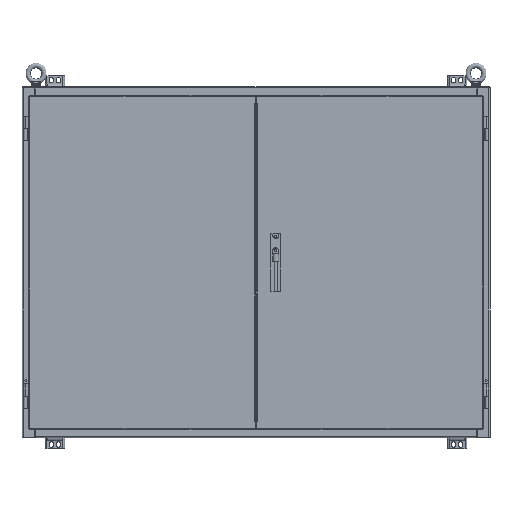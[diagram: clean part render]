
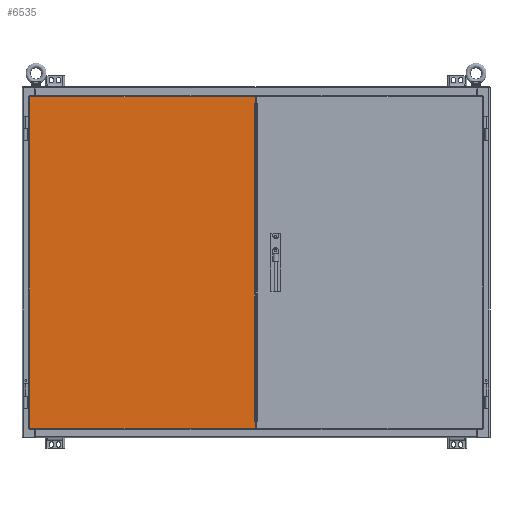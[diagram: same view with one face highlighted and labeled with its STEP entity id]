
A CAD part, front view. The second image highlights one B-rep face of the part: STEP entity #6535.
In plain terms, the highlighted planar face has unit normal (0, -1, 0).
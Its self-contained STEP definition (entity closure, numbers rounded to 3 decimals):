
#6535 = ADVANCED_FACE( '', ( #14051 ), #14052, .T. );
#14051 = FACE_OUTER_BOUND( '', #25106, .T. );
#14052 = PLANE( '', #25107 );
#25106 = EDGE_LOOP( '', ( #48089, #48090, #48091, #48092, #48093, #48094, #48095, #48096, #48097, #48098 ) );
#25107 = AXIS2_PLACEMENT_3D( '', #48099, #48100, #48101 );
#48089 = ORIENTED_EDGE( '', *, *, #65386, .F. );
#48090 = ORIENTED_EDGE( '', *, *, #59196, .T. );
#48091 = ORIENTED_EDGE( '', *, *, #65387, .T. );
#48092 = ORIENTED_EDGE( '', *, *, #65352, .T. );
#48093 = ORIENTED_EDGE( '', *, *, #65388, .T. );
#48094 = ORIENTED_EDGE( '', *, *, #63510, .T. );
#48095 = ORIENTED_EDGE( '', *, *, #65389, .T. );
#48096 = ORIENTED_EDGE( '', *, *, #63093, .F. );
#48097 = ORIENTED_EDGE( '', *, *, #62106, .F. );
#48098 = ORIENTED_EDGE( '', *, *, #64641, .T. );
#48099 = CARTESIAN_POINT( '', ( 0., 0., 0. ) );
#48100 = DIRECTION( '', ( 0., -1., 0. ) );
#48101 = DIRECTION( '', ( 0., 0., -1. ) );
#59196 = EDGE_CURVE( '', #68195, #68193, #68196, .T. );
#62106 = EDGE_CURVE( '', #73022, #73024, #73025, .T. );
#63093 = EDGE_CURVE( '', #73024, #74557, #74558, .T. );
#63510 = EDGE_CURVE( '', #71980, #75157, #75159, .T. );
#64641 = EDGE_CURVE( '', #73022, #76772, #76774, .T. );
#65352 = EDGE_CURVE( '', #77682, #72576, #77686, .T. );
#65386 = EDGE_CURVE( '', #68195, #76772, #77726, .T. );
#65387 = EDGE_CURVE( '', #68193, #77682, #77727, .T. );
#65388 = EDGE_CURVE( '', #72576, #71980, #77728, .T. );
#65389 = EDGE_CURVE( '', #75157, #74557, #77729, .T. );
#68193 = VERTEX_POINT( '', #82674 );
#68195 = VERTEX_POINT( '', #82677 );
#68196 = LINE( '', #82678, #82679 );
#71980 = VERTEX_POINT( '', #92995 );
#72576 = VERTEX_POINT( '', #94871 );
#73022 = VERTEX_POINT( '', #96001 );
#73024 = VERTEX_POINT( '', #96004 );
#73025 = LINE( '', #96005, #96006 );
#74557 = VERTEX_POINT( '', #100483 );
#74558 = LINE( '', #100484, #100485 );
#75157 = VERTEX_POINT( '', #102252 );
#75159 = LINE( '', #102254, #102255 );
#76772 = VERTEX_POINT( '', #107509 );
#76774 = LINE( '', #107511, #107512 );
#77682 = VERTEX_POINT( '', #109943 );
#77686 = LINE( '', #109948, #109949 );
#77726 = LINE( '', #110008, #110009 );
#77727 = LINE( '', #110010, #110011 );
#77728 = LINE( '', #110012, #110013 );
#77729 = LINE( '', #110014, #110015 );
#82674 = CARTESIAN_POINT( '', ( 294.831, 0., 413.768 ) );
#82677 = CARTESIAN_POINT( '', ( 292.113, 0., 413.768 ) );
#82678 = CARTESIAN_POINT( '', ( 294.831, 0., 413.768 ) );
#82679 = VECTOR( '', #115257, 1000. );
#92995 = CARTESIAN_POINT( '', ( -292.113, 0., -432.257 ) );
#94871 = CARTESIAN_POINT( '', ( -292.113, 0., 432.257 ) );
#96001 = CARTESIAN_POINT( '', ( 292.113, 0., -413.766 ) );
#96004 = CARTESIAN_POINT( '', ( 292.113, 0., -413.768 ) );
#96005 = CARTESIAN_POINT( '', ( 292.113, 0., -413.768 ) );
#96006 = VECTOR( '', #116900, 1000. );
#100483 = CARTESIAN_POINT( '', ( 294.831, 0., -413.768 ) );
#100484 = CARTESIAN_POINT( '', ( 294.831, 0., -413.768 ) );
#100485 = VECTOR( '', #117449, 1000. );
#102252 = CARTESIAN_POINT( '', ( 294.831, 0., -432.257 ) );
#102254 = CARTESIAN_POINT( '', ( 294.831, 0., -432.257 ) );
#102255 = VECTOR( '', #117653, 1000. );
#107509 = CARTESIAN_POINT( '', ( 292.113, 0., 413.766 ) );
#107511 = CARTESIAN_POINT( '', ( 292.113, 0., -413.766 ) );
#107512 = VECTOR( '', #118115, 1000. );
#109943 = CARTESIAN_POINT( '', ( 294.831, 0., 432.257 ) );
#109948 = CARTESIAN_POINT( '', ( -294.831, 0., 432.257 ) );
#109949 = VECTOR( '', #118479, 1000. );
#110008 = CARTESIAN_POINT( '', ( 292.113, 0., -413.768 ) );
#110009 = VECTOR( '', #118500, 1000. );
#110010 = CARTESIAN_POINT( '', ( 294.831, 0., -434.975 ) );
#110011 = VECTOR( '', #118501, 1000. );
#110012 = CARTESIAN_POINT( '', ( -292.113, 0., -434.975 ) );
#110013 = VECTOR( '', #118502, 1000. );
#110014 = CARTESIAN_POINT( '', ( 294.831, 0., -434.975 ) );
#110015 = VECTOR( '', #118503, 1000. );
#115257 = DIRECTION( '', ( 1., 0., 0. ) );
#116900 = DIRECTION( '', ( 0., 0., -1. ) );
#117449 = DIRECTION( '', ( 1., 0., 0. ) );
#117653 = DIRECTION( '', ( 1., 0., 0. ) );
#118115 = DIRECTION( '', ( 0., 0., 1. ) );
#118479 = DIRECTION( '', ( -1., 0., 0. ) );
#118500 = DIRECTION( '', ( 0., 0., -1. ) );
#118501 = DIRECTION( '', ( 0., 0., 1. ) );
#118502 = DIRECTION( '', ( 0., 0., -1. ) );
#118503 = DIRECTION( '', ( 0., 0., 1. ) );
